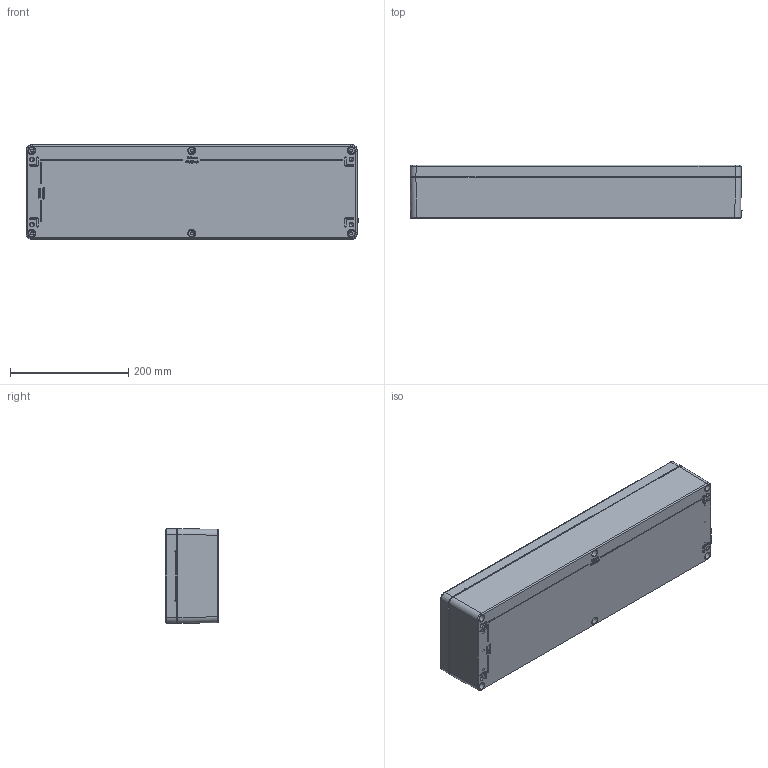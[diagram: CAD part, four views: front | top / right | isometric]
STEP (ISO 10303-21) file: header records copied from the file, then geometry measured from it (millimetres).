
FILE_DESCRIPTION (( 'STEP AP214' ), '1' );
FILE_NAME ('25165609.STEP', '2012-06-14T06:38:05', ( ' ' ), ( '' ), 'SwSTEP 2.0', 'SolidWorks 2011', '' );
FILE_SCHEMA (( 'AUTOMOTIVE_DESIGN' ));
Products named in the file (10): 92441; 92081; 83171; 95947; 01165609_Ex Ausführung; 82014; 93134; 02059; 01059; 25165609
Assembly tree (14 placements, depth 3):
  25165609
    95947
    92081
    92441
    01165609_Ex Ausführung
      93134  x6
      01059
      82014
      02059
    83171
Bounding box: 561.21 x 91 x 160 mm (x, y, z)
Volume: 1436110.6 mm3; surface area: 639620.4 mm2
Topology: 13 solids, 13 shells, 3038 faces, 7013 edges, 3689 vertices
Faces by surface type: bspline 1053, cylinder 861, plane 548, cone 220, sphere 196, torus 160
Entity records: 123338 total; most frequent: CARTESIAN_POINT 68825, ORIENTED_EDGE 12448, DIRECTION 9591, EDGE_CURVE 6224, AXIS2_PLACEMENT_3D 3757, VERTEX_POINT 3445, EDGE_LOOP 2997, FACE_OUTER_BOUND 2877
